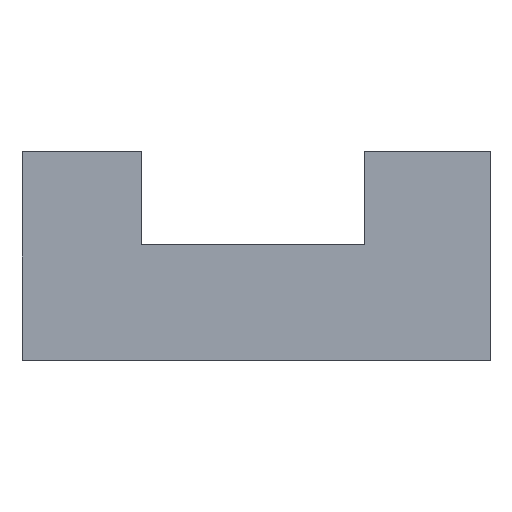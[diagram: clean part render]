
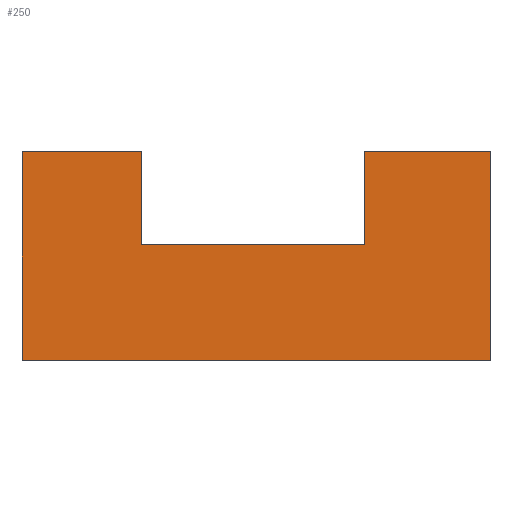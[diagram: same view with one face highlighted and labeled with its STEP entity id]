
A CAD part, left-side view. The second image highlights one B-rep face of the part: STEP entity #250.
In plain terms, the highlighted planar face has unit normal (-1, 0, 0).
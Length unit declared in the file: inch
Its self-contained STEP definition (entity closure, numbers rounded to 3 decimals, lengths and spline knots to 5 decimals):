
#3 = DIRECTION ( 'NONE',  ( 0., 0., -1. ) ) ;
#11 = CARTESIAN_POINT ( 'NONE',  ( 18.8934, 0.23615, 0.2082 ) ) ;
#20 = VERTEX_POINT ( 'NONE', #393 ) ;
#30 = LINE ( 'NONE', #434, #889 ) ;
#56 = VECTOR ( 'NONE', #514, 39.37008 ) ;
#81 = LINE ( 'NONE', #344, #534 ) ;
#105 = LINE ( 'NONE', #713, #333 ) ;
#106 = CARTESIAN_POINT ( 'NONE',  ( 18.8934, 0.23615, 0.3743 ) ) ;
#121 = VERTEX_POINT ( 'NONE', #681 ) ;
#176 = CARTESIAN_POINT ( 'NONE',  ( 18.8934, 0.23615, 0.3743 ) ) ;
#206 = LINE ( 'NONE', #722, #56 ) ;
#210 = EDGE_LOOP ( 'NONE', ( #487, #305, #231, #716, #390, #586, #473, #617 ) ) ;
#216 = CARTESIAN_POINT ( 'NONE',  ( 18.8934, 0.23615, 0.2082 ) ) ;
#217 = DIRECTION ( 'NONE',  ( -1., 0., 0. ) ) ;
#231 = ORIENTED_EDGE ( 'NONE', *, *, #659, .F. ) ;
#241 = EDGE_CURVE ( 'NONE', #633, #121, #702, .T. ) ;
#246 = LINE ( 'NONE', #11, #367 ) ;
#250 = ADVANCED_FACE ( 'NONE', ( #781 ), #285, .T. ) ;
#262 = VECTOR ( 'NONE', #757, 39.37008 ) ;
#285 = PLANE ( 'NONE',  #373 ) ;
#301 = CARTESIAN_POINT ( 'NONE',  ( 18.8934, 0.84992, 0.3743 ) ) ;
#305 = ORIENTED_EDGE ( 'NONE', *, *, #832, .T. ) ;
#307 = CARTESIAN_POINT ( 'NONE',  ( 18.8934, 0.0115, 0. ) ) ;
#333 = VECTOR ( 'NONE', #710, 39.37008 ) ;
#342 = DIRECTION ( 'NONE',  ( 0., 1., 0. ) ) ;
#344 = CARTESIAN_POINT ( 'NONE',  ( 18.8934, 0.84992, 0. ) ) ;
#364 = VERTEX_POINT ( 'NONE', #575 ) ;
#367 = VECTOR ( 'NONE', #342, 39.37008 ) ;
#373 = AXIS2_PLACEMENT_3D ( 'NONE', #216, #217, #488 ) ;
#390 = ORIENTED_EDGE ( 'NONE', *, *, #428, .T. ) ;
#393 = CARTESIAN_POINT ( 'NONE',  ( 18.8934, 0.0115, 0.3743 ) ) ;
#399 = VERTEX_POINT ( 'NONE', #106 ) ;
#428 = EDGE_CURVE ( 'NONE', #20, #399, #105, .T. ) ;
#434 = CARTESIAN_POINT ( 'NONE',  ( 18.8934, 0., 0. ) ) ;
#473 = ORIENTED_EDGE ( 'NONE', *, *, #860, .T. ) ;
#487 = ORIENTED_EDGE ( 'NONE', *, *, #745, .T. ) ;
#488 = DIRECTION ( 'NONE',  ( 0., 0., 1. ) ) ;
#490 = LINE ( 'NONE', #176, #732 ) ;
#503 = DIRECTION ( 'NONE',  ( 0., 1., 0. ) ) ;
#514 = DIRECTION ( 'NONE',  ( 0., 0., -1. ) ) ;
#521 = VERTEX_POINT ( 'NONE', #868 ) ;
#534 = VECTOR ( 'NONE', #3, 39.37008 ) ;
#548 = EDGE_CURVE ( 'NONE', #399, #631, #206, .T. ) ;
#569 = CARTESIAN_POINT ( 'NONE',  ( 18.8934, 0.63615, 0.2082 ) ) ;
#575 = CARTESIAN_POINT ( 'NONE',  ( 18.8934, 0.84992, 0. ) ) ;
#586 = ORIENTED_EDGE ( 'NONE', *, *, #548, .T. ) ;
#592 = DIRECTION ( 'NONE',  ( 0., 0., 1. ) ) ;
#617 = ORIENTED_EDGE ( 'NONE', *, *, #241, .T. ) ;
#631 = VERTEX_POINT ( 'NONE', #787 ) ;
#633 = VERTEX_POINT ( 'NONE', #569 ) ;
#654 = VERTEX_POINT ( 'NONE', #301 ) ;
#659 = EDGE_CURVE ( 'NONE', #521, #364, #30, .T. ) ;
#681 = CARTESIAN_POINT ( 'NONE',  ( 18.8934, 0.63615, 0.3743 ) ) ;
#702 = LINE ( 'NONE', #755, #262 ) ;
#710 = DIRECTION ( 'NONE',  ( 0., 1., 0. ) ) ;
#713 = CARTESIAN_POINT ( 'NONE',  ( 18.8934, 0.23615, 0.3743 ) ) ;
#716 = ORIENTED_EDGE ( 'NONE', *, *, #815, .T. ) ;
#718 = LINE ( 'NONE', #307, #841 ) ;
#722 = CARTESIAN_POINT ( 'NONE',  ( 18.8934, 0.23615, 0.2082 ) ) ;
#732 = VECTOR ( 'NONE', #870, 39.37008 ) ;
#745 = EDGE_CURVE ( 'NONE', #121, #654, #490, .T. ) ;
#755 = CARTESIAN_POINT ( 'NONE',  ( 18.8934, 0.63615, 0.2082 ) ) ;
#757 = DIRECTION ( 'NONE',  ( 0., 0., 1. ) ) ;
#781 = FACE_OUTER_BOUND ( 'NONE', #210, .T. ) ;
#787 = CARTESIAN_POINT ( 'NONE',  ( 18.8934, 0.23615, 0.2082 ) ) ;
#815 = EDGE_CURVE ( 'NONE', #521, #20, #718, .T. ) ;
#832 = EDGE_CURVE ( 'NONE', #654, #364, #81, .T. ) ;
#841 = VECTOR ( 'NONE', #592, 39.37008 ) ;
#860 = EDGE_CURVE ( 'NONE', #631, #633, #246, .T. ) ;
#868 = CARTESIAN_POINT ( 'NONE',  ( 18.8934, 0.0115, 0. ) ) ;
#870 = DIRECTION ( 'NONE',  ( 0., 1., 0. ) ) ;
#889 = VECTOR ( 'NONE', #503, 39.37008 ) ;
